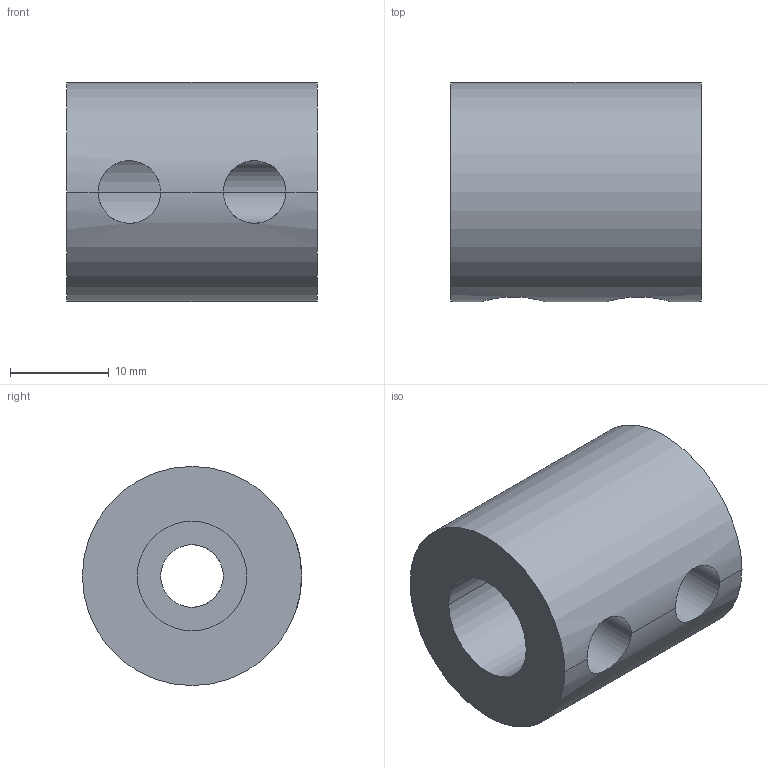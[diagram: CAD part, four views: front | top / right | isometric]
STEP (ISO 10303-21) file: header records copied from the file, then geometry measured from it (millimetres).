
FILE_DESCRIPTION((''),'2;1');
FILE_NAME('A5C9-0814','2015-04-14T',('carefree'),(''),'PRO/ENGINEER BY PARAMETRIC TECHNOLOGY CORPORATION, 2010020','PRO/ENGINEER BY PARAMETRIC TECHNOLOGY CORPORATION, 2010020','');
FILE_SCHEMA(('AUTOMOTIVE_DESIGN { 1 0 10303 214 1 1 1 1 }'));
Length unit declared in the file: inch
Products named in the file (1): A5C9-0814
Bounding box: 25.4 x 22.23 x 22.23 mm (x, y, z)
Volume: 7777.2 mm3; surface area: 3338 mm2
Topology: 1 solids, 1 shells, 13 faces, 36 edges, 22 vertices
Faces by surface type: cylinder 10, plane 3
Entity records: 632 total; most frequent: CARTESIAN_POINT 221, ORIENTED_EDGE 72, DIRECTION 64, EDGE_CURVE 36, AXIS2_PLACEMENT_3D 25, VERTEX_POINT 22, EDGE_LOOP 16, VECTOR 14
